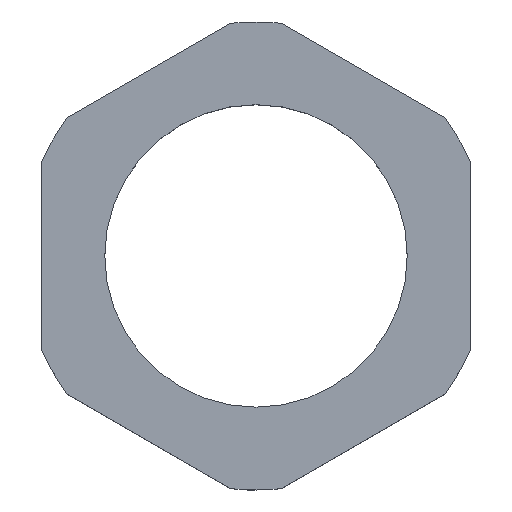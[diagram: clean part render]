
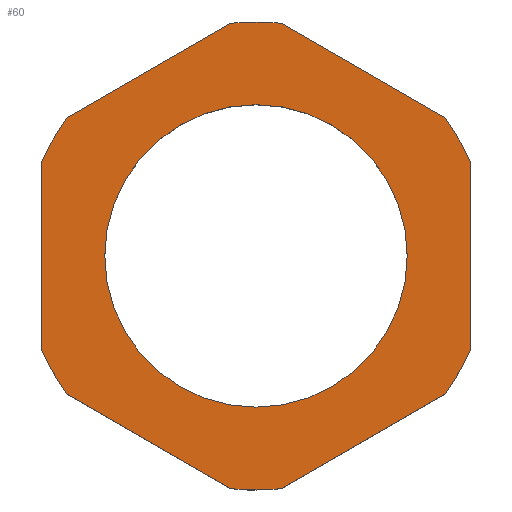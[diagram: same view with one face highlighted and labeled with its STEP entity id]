
A CAD part, top view. The second image highlights one B-rep face of the part: STEP entity #60.
In plain terms, the highlighted planar face has unit normal (0, 0, 1).
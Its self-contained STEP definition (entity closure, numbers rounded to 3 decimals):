
#60=ADVANCED_FACE('',(#131,#132),#75,.T.);
#75=PLANE('',#327);
#83=LINE('',#437,#107);
#84=LINE('',#442,#108);
#85=LINE('',#446,#109);
#86=LINE('',#450,#110);
#87=LINE('',#454,#111);
#88=LINE('',#458,#112);
#107=VECTOR('',#353,1.);
#108=VECTOR('',#356,1.);
#109=VECTOR('',#359,1.);
#110=VECTOR('',#362,1.);
#111=VECTOR('',#365,1.);
#112=VECTOR('',#368,1.);
#131=FACE_BOUND('',#137,.T.);
#132=FACE_BOUND('',#138,.T.);
#137=EDGE_LOOP('',(#155));
#138=EDGE_LOOP('',(#156,#157,#158,#159,#160,#161,#162,#163,#164,#165,#166,
#167));
#155=ORIENTED_EDGE('',*,*,#257,.F.);
#156=ORIENTED_EDGE('',*,*,#258,.F.);
#157=ORIENTED_EDGE('',*,*,#259,.T.);
#158=ORIENTED_EDGE('',*,*,#260,.T.);
#159=ORIENTED_EDGE('',*,*,#261,.T.);
#160=ORIENTED_EDGE('',*,*,#262,.T.);
#161=ORIENTED_EDGE('',*,*,#263,.T.);
#162=ORIENTED_EDGE('',*,*,#264,.T.);
#163=ORIENTED_EDGE('',*,*,#265,.T.);
#164=ORIENTED_EDGE('',*,*,#266,.T.);
#165=ORIENTED_EDGE('',*,*,#267,.T.);
#166=ORIENTED_EDGE('',*,*,#268,.T.);
#167=ORIENTED_EDGE('',*,*,#269,.T.);
#231=VERTEX_POINT('',#436);
#232=VERTEX_POINT('',#438);
#233=VERTEX_POINT('',#439);
#234=VERTEX_POINT('',#441);
#235=VERTEX_POINT('',#443);
#236=VERTEX_POINT('',#445);
#237=VERTEX_POINT('',#447);
#238=VERTEX_POINT('',#449);
#239=VERTEX_POINT('',#451);
#240=VERTEX_POINT('',#453);
#241=VERTEX_POINT('',#455);
#242=VERTEX_POINT('',#457);
#243=VERTEX_POINT('',#459);
#257=EDGE_CURVE('',#231,#231,#295,.T.);
#258=EDGE_CURVE('',#232,#233,#83,.T.);
#259=EDGE_CURVE('',#232,#234,#296,.T.);
#260=EDGE_CURVE('',#234,#235,#84,.T.);
#261=EDGE_CURVE('',#235,#236,#297,.T.);
#262=EDGE_CURVE('',#236,#237,#85,.T.);
#263=EDGE_CURVE('',#237,#238,#298,.T.);
#264=EDGE_CURVE('',#238,#239,#86,.T.);
#265=EDGE_CURVE('',#239,#240,#299,.T.);
#266=EDGE_CURVE('',#240,#241,#87,.T.);
#267=EDGE_CURVE('',#241,#242,#300,.T.);
#268=EDGE_CURVE('',#242,#243,#88,.T.);
#269=EDGE_CURVE('',#243,#233,#301,.T.);
#295=CIRCLE('',#320,9.53);
#296=CIRCLE('',#321,14.75);
#297=CIRCLE('',#322,14.75);
#298=CIRCLE('',#323,14.75);
#299=CIRCLE('',#324,14.75);
#300=CIRCLE('',#325,14.75);
#301=CIRCLE('',#326,14.75);
#320=AXIS2_PLACEMENT_3D('',#435,#351,#352);
#321=AXIS2_PLACEMENT_3D('',#440,#354,#355);
#322=AXIS2_PLACEMENT_3D('',#444,#357,#358);
#323=AXIS2_PLACEMENT_3D('',#448,#360,#361);
#324=AXIS2_PLACEMENT_3D('',#452,#363,#364);
#325=AXIS2_PLACEMENT_3D('',#456,#366,#367);
#326=AXIS2_PLACEMENT_3D('',#460,#369,#370);
#327=AXIS2_PLACEMENT_3D('',#461,#371,#372);
#351=DIRECTION('',(0.,0.,1.));
#352=DIRECTION('',(-1.,0.,0.));
#353=DIRECTION('',(-0.866,0.5,0.));
#354=DIRECTION('',(0.,0.,1.));
#355=DIRECTION('',(1.,0.,0.));
#356=DIRECTION('',(0.866,0.5,0.));
#357=DIRECTION('',(0.,0.,1.));
#358=DIRECTION('',(1.,0.,0.));
#359=DIRECTION('',(0.,1.,0.));
#360=DIRECTION('',(0.,0.,1.));
#361=DIRECTION('',(1.,0.,0.));
#362=DIRECTION('',(-0.866,0.5,0.));
#363=DIRECTION('',(0.,0.,1.));
#364=DIRECTION('',(1.,0.,0.));
#365=DIRECTION('',(-0.866,-0.5,0.));
#366=DIRECTION('',(0.,0.,1.));
#367=DIRECTION('',(1.,0.,0.));
#368=DIRECTION('',(0.,-1.,0.));
#369=DIRECTION('',(0.,0.,1.));
#370=DIRECTION('',(1.,0.,0.));
#371=DIRECTION('',(0.,0.,1.));
#372=DIRECTION('',(0.,-1.,0.));
#435=CARTESIAN_POINT('',(-6.459,0.183,5.));
#436=CARTESIAN_POINT('',(-15.989,0.183,5.));
#437=CARTESIAN_POINT('',(-18.074,-8.699,5.));
#438=CARTESIAN_POINT('',(-8.063,-14.479,5.));
#439=CARTESIAN_POINT('',(-18.355,-8.537,5.));
#440=CARTESIAN_POINT('',(-6.459,0.183,5.));
#441=CARTESIAN_POINT('',(-4.855,-14.479,5.));
#442=CARTESIAN_POINT('',(-3.135,-13.486,5.));
#443=CARTESIAN_POINT('',(5.437,-8.537,5.));
#444=CARTESIAN_POINT('',(-6.459,0.183,5.));
#445=CARTESIAN_POINT('',(7.041,-5.759,5.));
#446=CARTESIAN_POINT('',(7.041,14.096,5.));
#447=CARTESIAN_POINT('',(7.041,6.126,5.));
#448=CARTESIAN_POINT('',(-6.459,0.183,5.));
#449=CARTESIAN_POINT('',(5.437,8.904,5.));
#450=CARTESIAN_POINT('',(-15.183,20.809,5.));
#451=CARTESIAN_POINT('',(-4.855,14.846,5.));
#452=CARTESIAN_POINT('',(-6.459,0.183,5.));
#453=CARTESIAN_POINT('',(-8.063,14.846,5.));
#454=CARTESIAN_POINT('',(-16.635,9.897,5.));
#455=CARTESIAN_POINT('',(-18.355,8.904,5.));
#456=CARTESIAN_POINT('',(-6.459,0.183,5.));
#457=CARTESIAN_POINT('',(-19.959,6.126,5.));
#458=CARTESIAN_POINT('',(-19.959,14.096,5.));
#459=CARTESIAN_POINT('',(-19.959,-5.759,5.));
#460=CARTESIAN_POINT('',(-6.459,0.183,5.));
#461=CARTESIAN_POINT('',(-19.059,14.096,5.));
